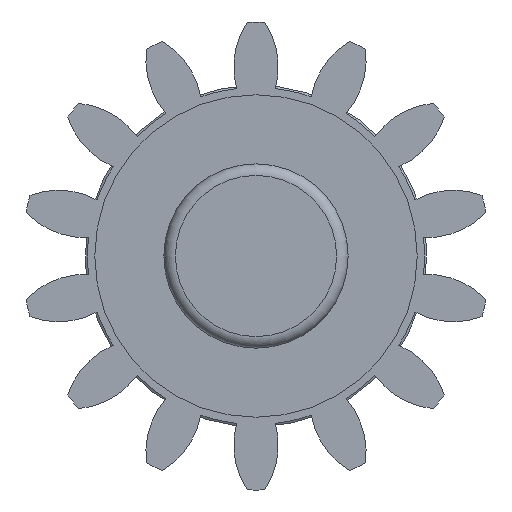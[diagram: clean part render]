
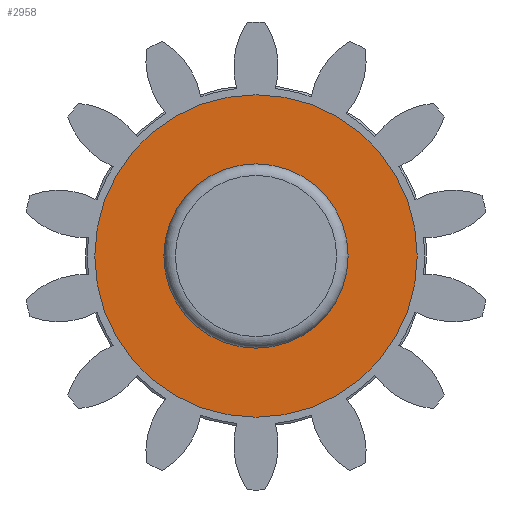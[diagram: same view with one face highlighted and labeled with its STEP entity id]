
A CAD part, front view. The second image highlights one B-rep face of the part: STEP entity #2958.
In plain terms, the highlighted planar face has unit normal (0, -1, 0).
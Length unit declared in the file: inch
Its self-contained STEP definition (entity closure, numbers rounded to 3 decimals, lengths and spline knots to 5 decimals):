
#25=FACE_BOUND('',#466,.T.);
#177=PLANE('',#3277);
#314=FACE_OUTER_BOUND('',#465,.T.);
#465=EDGE_LOOP('',(#2526));
#466=EDGE_LOOP('',(#2527));
#946=CIRCLE('',#3275,0.27559);
#947=CIRCLE('',#3278,0.15748);
#1241=VERTEX_POINT('',#5848);
#1242=VERTEX_POINT('',#5855);
#1675=EDGE_CURVE('',#1241,#1241,#946,.T.);
#1679=EDGE_CURVE('',#1242,#1242,#947,.T.);
#2526=ORIENTED_EDGE('',*,*,#1675,.F.);
#2527=ORIENTED_EDGE('',*,*,#1679,.F.);
#2958=ADVANCED_FACE('',(#314,#25),#177,.F.);
#3275=AXIS2_PLACEMENT_3D('',#5849,#4018,#4019);
#3277=AXIS2_PLACEMENT_3D('',#5854,#4025,#4026);
#3278=AXIS2_PLACEMENT_3D('',#5856,#4027,#4028);
#4018=DIRECTION('center_axis',(0.,1.,0.));
#4019=DIRECTION('ref_axis',(0.,0.,
1.));
#4025=DIRECTION('center_axis',(0.,1.,0.));
#4026=DIRECTION('ref_axis',(0.,0.,
1.));
#4027=DIRECTION('center_axis',(0.,-1.,0.));
#4028=DIRECTION('ref_axis',(-1.,0.,0.));
#5848=CARTESIAN_POINT('',(-0.47917,-0.06892,0.27559));
#5849=CARTESIAN_POINT('Origin',(-0.47917,-0.06892,0.));
#5854=CARTESIAN_POINT('Origin',(-0.47917,-0.06892,0.));
#5855=CARTESIAN_POINT('',(-0.32169,-0.06892,0.));
#5856=CARTESIAN_POINT('Origin',(-0.47917,-0.06892,
0.));
